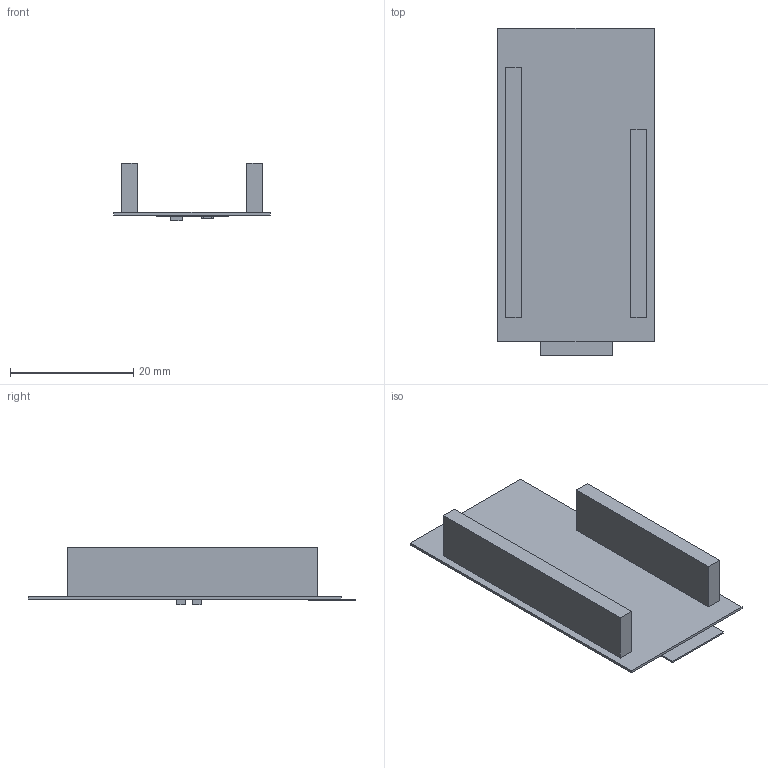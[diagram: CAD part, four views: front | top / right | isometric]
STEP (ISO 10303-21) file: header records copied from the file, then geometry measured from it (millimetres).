
FILE_DESCRIPTION(('Open CASCADE Model'),'2;1');
FILE_NAME('Open CASCADE Shape Model','2024-04-27T02:45:40',('Author'),( 'Open CASCADE'),'Open CASCADE STEP processor 6.8','Open CASCADE 6.8' ,'Unknown');
FILE_SCHEMA(('AUTOMOTIVE_DESIGN { 1 0 10303 214 1 1 1 1 }'));
Length unit declared in the file: millimetre
Products named in the file (18): PCB; Board; Open CASCADE STEP translator 6.8 1.1.1; R2; Resistor_0805_v1; R1; IC3; -1554156880; Extruded; IC1; -1554158000; -1554158080; C2; -1554161920; C1
Assembly tree (19 placements, depth 4):
  PCB
    Board
      Open CASCADE STEP translator 6.8 1.1.1
    R2
      Resistor_0805_v1
    R1
      Resistor_0805_v1
    IC3
      -1554156880
        Extruded
    IC1
      -1554158000
        Extruded
      -1554158080
        Extruded
    C2
      -1554161920
        Extruded
    C1
      -1554161920
        Extruded
Bounding box: 25.4 x 53.23 x 9.35 mm (x, y, z)
Volume: 2006.8 mm3; surface area: 4464.6 mm2
Topology: 24 solids, 24 shells, 358 faces, 890 edges, 580 vertices
Faces by surface type: bspline 232, plane 122, cylinder 4
Entity records: 7589 total; most frequent: CARTESIAN_POINT 3366, ORIENTED_EDGE 938, DIRECTION 483, EDGE_CURVE 469, VERTEX_POINT 306, LINE 237, VECTOR 237, B_SPLINE_CURVE_WITH_KNOTS 204
